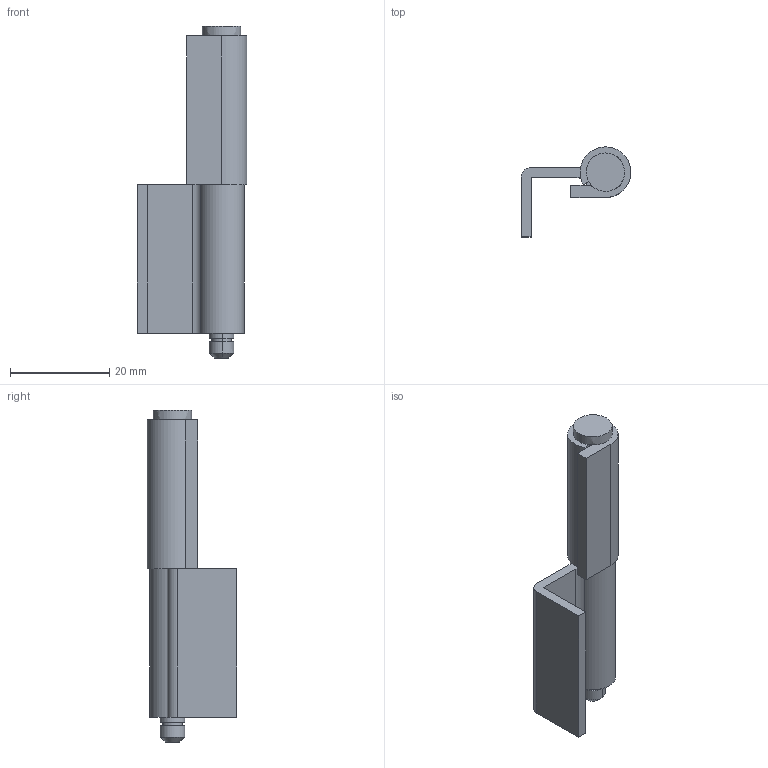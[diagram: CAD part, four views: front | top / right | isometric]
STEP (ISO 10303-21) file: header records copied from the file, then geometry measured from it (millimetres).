
FILE_DESCRIPTION((''),'2;1');
FILE_NAME('','2005-04-20T10:24:40',(''),(''),'','CADfix','');
FILE_SCHEMA(('AUTOMOTIVE_DESIGN'));
Length unit declared in the file: millimetre
Products named in the file (4): shaft; hinge piece_B; hinge piece_A; TH_93_2_18800_36
Assembly tree (3 placements, depth 2):
  TH_93_2_18800_36
    shaft
    hinge piece_B
    hinge piece_A
Bounding box: 22.1 x 18.1 x 67 mm (x, y, z)
Volume: 6170 mm3; surface area: 6156.3 mm2
Topology: 3 solids, 3 shells, 35 faces, 93 edges, 68 vertices
Faces by surface type: bspline 35
Entity records: 1321 total; most frequent: CARTESIAN_POINT 690, ORIENTED_EDGE 186, EDGE_CURVE 93, VERTEX_POINT 68, QUASI_UNIFORM_CURVE 45, EDGE_LOOP 39, FACE_OUTER_BOUND 35, ADVANCED_FACE 35
